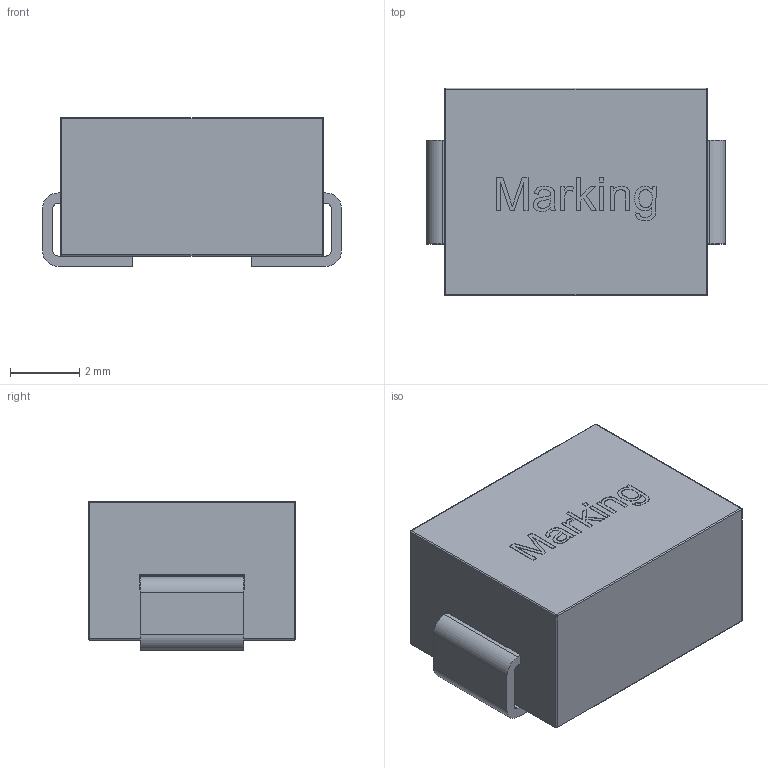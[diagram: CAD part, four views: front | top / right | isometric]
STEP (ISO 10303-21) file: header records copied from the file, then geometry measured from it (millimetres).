
FILE_DESCRIPTION(/* description */ ('Unknown'),/* implementation_level */ '2;1');
FILE_NAME(/* name */ '7443000xxx',/* time_stamp */ '2019-10-24T10:58:01+02:00',/* author */ ('Unknown'),/* organization */ ('Unknown'),/* preprocessor_version */ 'ST-DEVELOPER v16.7',/* originating_system */ 'DEX',/* authorisation */ $);
FILE_SCHEMA (('AUTOMOTIVE_DESIGN {1 0 10303 214 3 1 1}'));
Length unit declared in the file: millimetre
Products named in the file (3): 7443000xxx; core ; pin 
Assembly tree (2 placements, depth 2):
  7443000xxx
    core 
    pin 
Bounding box: 8.64 x 6 x 4.3 mm (x, y, z)
Volume: 188.4 mm3; surface area: 379.6 mm2
Topology: 2 solids, 2 shells, 150 faces, 372 edges, 224 vertices
Faces by surface type: plane 84, cylinder 38, bspline 16, sphere 12
Entity records: 4951 total; most frequent: CARTESIAN_POINT 1648, ORIENTED_EDGE 718, DIRECTION 573, EDGE_CURVE 359, VERTEX_POINT 224, AXIS2_PLACEMENT_3D 201, LINE 171, VECTOR 171
